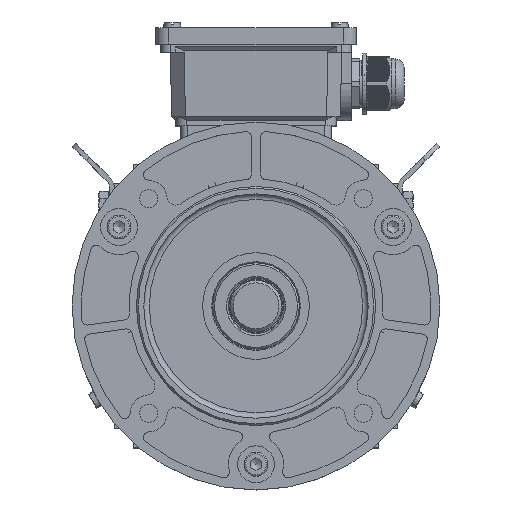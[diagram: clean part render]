
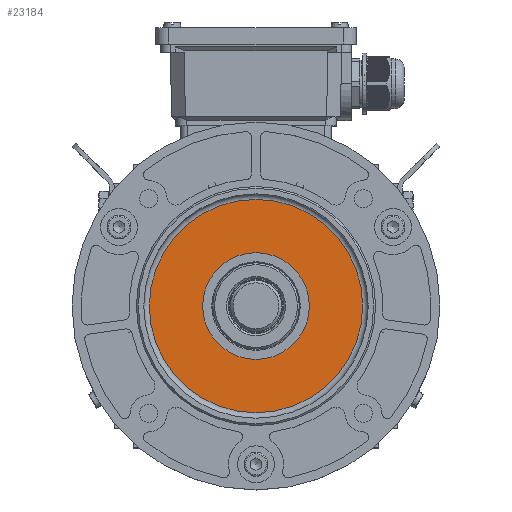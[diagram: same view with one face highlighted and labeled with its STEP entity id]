
A CAD part, top view. The second image highlights one B-rep face of the part: STEP entity #23184.
In plain terms, the highlighted planar face has unit normal (0, 0, 1).
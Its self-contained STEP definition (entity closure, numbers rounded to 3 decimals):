
#6080=PLANE('',#83992);
#23184=ADVANCED_FACE('',(#28892,#28893),#6080,.F.);
#28892=FACE_BOUND('',#32612,.T.);
#28893=FACE_BOUND('',#32613,.T.);
#32612=EDGE_LOOP('',(#48783));
#32613=EDGE_LOOP('',(#48784));
#48783=ORIENTED_EDGE('',*,*,#71925,.F.);
#48784=ORIENTED_EDGE('',*,*,#71924,.T.);
#61950=VERTEX_POINT('',#130265);
#61951=VERTEX_POINT('',#130268);
#71924=EDGE_CURVE('',#61950,#61950,#78332,.T.);
#71925=EDGE_CURVE('',#61951,#61951,#78333,.T.);
#78332=CIRCLE('',#83989,29.);
#78333=CIRCLE('',#83991,58.);
#83989=AXIS2_PLACEMENT_3D('',#130264,#100515,#100516);
#83991=AXIS2_PLACEMENT_3D('',#130267,#100519,#100520);
#83992=AXIS2_PLACEMENT_3D('',#130269,#100521,#100522);
#100515=DIRECTION('',(0.,0.,-1.));
#100516=DIRECTION('',(-1.,0.,0.));
#100519=DIRECTION('',(0.,0.,-1.));
#100520=DIRECTION('',(-1.,0.,0.));
#100521=DIRECTION('',(0.,0.,-1.));
#100522=DIRECTION('',(-1.,0.,0.));
#130264=CARTESIAN_POINT('',(0.,0.,231.));
#130265=CARTESIAN_POINT('',(-29.,0.,231.));
#130267=CARTESIAN_POINT('',(0.,0.,231.));
#130268=CARTESIAN_POINT('',(-58.,0.,231.));
#130269=CARTESIAN_POINT('',(0.,29.,231.));
